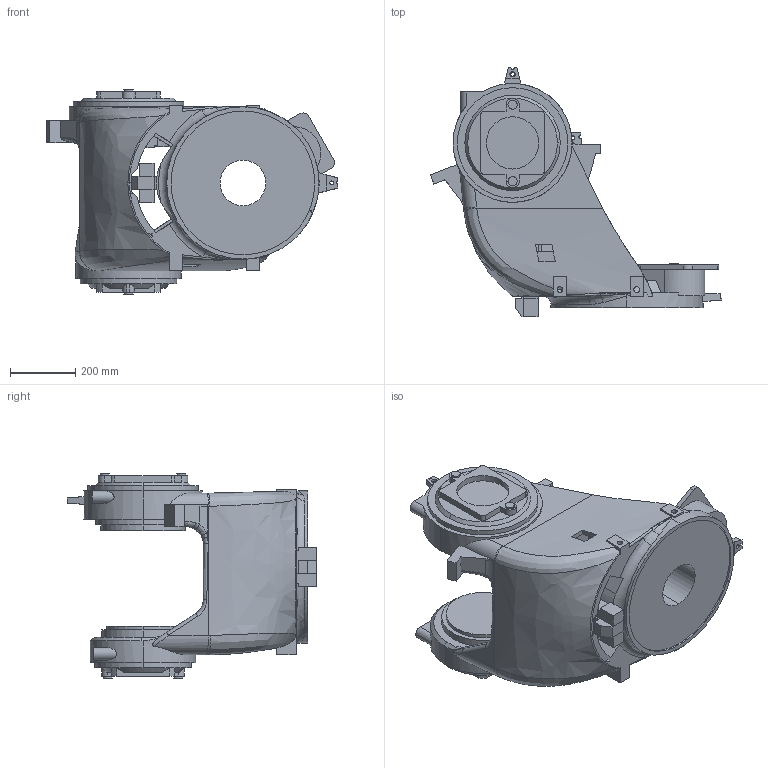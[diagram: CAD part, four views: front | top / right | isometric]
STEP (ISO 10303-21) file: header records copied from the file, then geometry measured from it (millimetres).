
FILE_DESCRIPTION (( 'STEP AP203' ), '1' );
FILE_NAME ('SMART-5 NJ-110-3.0_p02.STEP_Default_sldprt.STEP', '2024-04-24T11:32:02', ( '' ), ( '' ), 'SwSTEP 2.0', 'SolidWorks 2023', '' );
FILE_SCHEMA (( 'CONFIG_CONTROL_DESIGN' ));
Products named in the file (1): SMART-5 NJ-110-3.0_p02.STEP_Default_sldprt
Bounding box: 891.71 x 762.85 x 624.5 mm (x, y, z)
Volume: 52702442.7 mm3; surface area: 2895585.9 mm2
Topology: 1 solids, 2 shells, 650 faces, 1777 edges, 1162 vertices
Faces by surface type: plane 400, cylinder 128, bspline 85, cone 33, torus 4
Entity records: 36912 total; most frequent: CARTESIAN_POINT 21278, ORIENTED_EDGE 3530, DIRECTION 2769, EDGE_CURVE 1765, VERTEX_POINT 1162, LINE 999, VECTOR 999, AXIS2_PLACEMENT_3D 885
